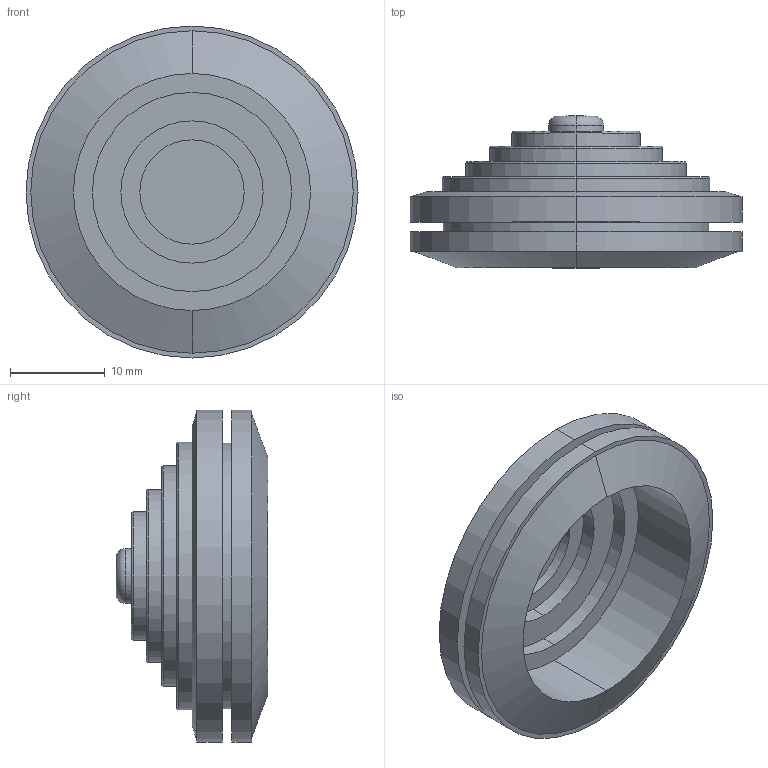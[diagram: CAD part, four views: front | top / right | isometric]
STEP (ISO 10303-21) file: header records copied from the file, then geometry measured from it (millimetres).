
FILE_DESCRIPTION (( 'STEP AP203' ), '1' );
FILE_NAME ('Ñàëüíèê as-25.STEP', '2016-12-29T11:36:21', ( 'kuryshev' ), ( '' ), 'SwSTEP 2.0', 'SolidWorks 2010', '' );
FILE_SCHEMA (( 'CONFIG_CONTROL_DESIGN' ));
Length unit declared in the file: millimetre
Products named in the file (1): Ñàëüíèê as-25
Bounding box: 35 x 16 x 35 mm (x, y, z)
Volume: 4422.5 mm3; surface area: 4517.6 mm2
Topology: 1 solids, 1 shells, 53 faces, 104 edges, 66 vertices
Faces by surface type: cylinder 24, plane 15, torus 10, cone 4
Entity records: 1471 total; most frequent: DIRECTION 288, CARTESIAN_POINT 224, ORIENTED_EDGE 208, AXIS2_PLACEMENT_3D 130, EDGE_CURVE 104, CIRCLE 76, EDGE_LOOP 66, VERTEX_POINT 66
